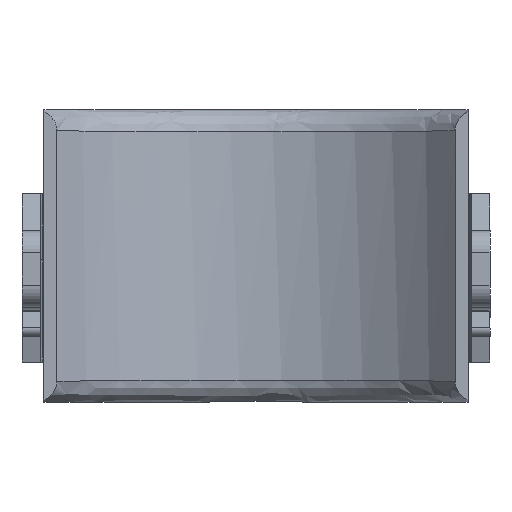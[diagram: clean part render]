
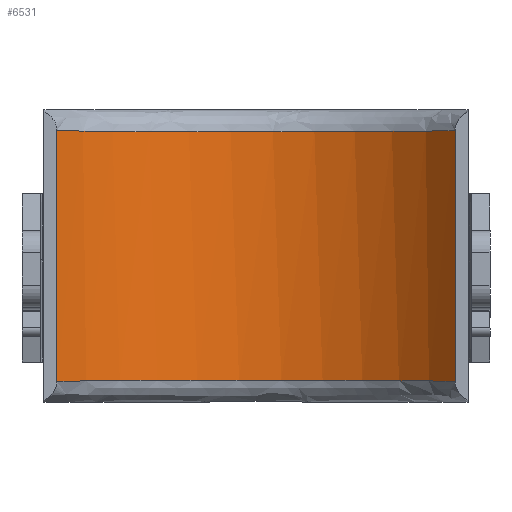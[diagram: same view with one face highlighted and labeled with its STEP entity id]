
A CAD part, front view. The second image highlights one B-rep face of the part: STEP entity #6531.
In plain terms, the highlighted cylindrical face has radius 35 mm (diameter 70 mm), a partial arc.
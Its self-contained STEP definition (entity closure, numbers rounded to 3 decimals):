
#279 = DIRECTION ( 'NONE',  ( -1., 0., 0. ) ) ;
#432 = CARTESIAN_POINT ( 'NONE',  ( -27.221, -13., 17.164 ) ) ;
#523 = CARTESIAN_POINT ( 'NONE',  ( -25.523, -11.016, -17.116 ) ) ;
#547 = CARTESIAN_POINT ( 'NONE',  ( 5.193, -0.363, -16.999 ) ) ;
#569 = CARTESIAN_POINT ( 'NONE',  ( 25.506, -11.024, -17.117 ) ) ;
#595 = ORIENTED_EDGE ( 'NONE', *, *, #4899, .F. ) ;
#837 = AXIS2_PLACEMENT_3D ( 'NONE', #891, #2717, #279 ) ;
#891 = CARTESIAN_POINT ( 'NONE',  ( 0., -35., 20. ) ) ;
#910 = EDGE_CURVE ( 'NONE', #6616, #2287, #5730, .T. ) ;
#968 = CARTESIAN_POINT ( 'NONE',  ( 26.81, -12.491, 17.151 ) ) ;
#1013 = DIRECTION ( 'NONE',  ( 0., 0., -1. ) ) ;
#1125 = CARTESIAN_POINT ( 'NONE',  ( -22.692, -8.321, -17.066 ) ) ;
#1152 = CARTESIAN_POINT ( 'NONE',  ( 10.287, -1.445, -17.001 ) ) ;
#1180 = CARTESIAN_POINT ( 'NONE',  ( 26.81, -12.491, -17.151 ) ) ;
#1547 = ORIENTED_EDGE ( 'NONE', *, *, #5625, .T. ) ;
#1581 = CARTESIAN_POINT ( 'NONE',  ( -27.221, -13., 17.164 ) ) ;
#1745 = CARTESIAN_POINT ( 'NONE',  ( -17.414, -4.529, -17.018 ) ) ;
#1765 = CARTESIAN_POINT ( 'NONE',  ( 15.669, -3.697, -17.012 ) ) ;
#1933 = EDGE_CURVE ( 'NONE', #3575, #6616, #6706, .T. ) ;
#2222 = CARTESIAN_POINT ( 'NONE',  ( 25.053, -10.551, 17.107 ) ) ;
#2287 = VERTEX_POINT ( 'NONE', #7502 ) ;
#2312 = CARTESIAN_POINT ( 'NONE',  ( 23.663, -9.179, 17.08 ) ) ;
#2355 = CARTESIAN_POINT ( 'NONE',  ( -12.709, -2.363, -17.004 ) ) ;
#2382 = CARTESIAN_POINT ( 'NONE',  ( 17.398, -4.623, -17.02 ) ) ;
#2480 = EDGE_LOOP ( 'NONE', ( #1547, #595, #7586, #6002 ) ) ;
#2645 = CARTESIAN_POINT ( 'NONE',  ( -12.709, -2.363, 17.004 ) ) ;
#2717 = DIRECTION ( 'NONE',  ( 0., 0., -1. ) ) ;
#2955 = CARTESIAN_POINT ( 'NONE',  ( 26.384, -11.994, 17.139 ) ) ;
#2964 = CARTESIAN_POINT ( 'NONE',  ( -10.236, -1.505, 17.001 ) ) ;
#2965 = CARTESIAN_POINT ( 'NONE',  ( 27.221, -13., -17.164 ) ) ;
#2994 = CARTESIAN_POINT ( 'NONE',  ( 17.959, -4.952, 17.023 ) ) ;
#3003 = CARTESIAN_POINT ( 'NONE',  ( -8.987, -1.149, -17. ) ) ;
#3019 = CARTESIAN_POINT ( 'NONE',  ( 17.398, -4.623, 17.02 ) ) ;
#3029 = CARTESIAN_POINT ( 'NONE',  ( 19.609, -5.98, -17.033 ) ) ;
#3043 = CARTESIAN_POINT ( 'NONE',  ( 16.253, -3.996, 17.014 ) ) ;
#3099 = CARTESIAN_POINT ( 'NONE',  ( 15.669, -3.697, 17.012 ) ) ;
#3121 = CARTESIAN_POINT ( 'NONE',  ( 12.73, -2.293, 17.003 ) ) ;
#3178 = CARTESIAN_POINT ( 'NONE',  ( 10.287, -1.445, 17.001 ) ) ;
#3210 = CARTESIAN_POINT ( 'NONE',  ( 6.488, -0.582, 16.999 ) ) ;
#3229 = CARTESIAN_POINT ( 'NONE',  ( -5.204, -0.293, 16.999 ) ) ;
#3262 = CARTESIAN_POINT ( 'NONE',  ( -8.987, -1.149, 17. ) ) ;
#3281 = DIRECTION ( 'NONE',  ( 0., 0., -1. ) ) ;
#3300 = CYLINDRICAL_SURFACE ( 'NONE', #837, 35. ) ;
#3324 = CARTESIAN_POINT ( 'NONE',  ( 19.609, -5.98, 17.033 ) ) ;
#3475 = CARTESIAN_POINT ( 'NONE',  ( 22.693, -8.322, 17.066 ) ) ;
#3573 = CARTESIAN_POINT ( 'NONE',  ( 1.293, 0.001, 16.999 ) ) ;
#3575 = VERTEX_POINT ( 'NONE', #6914 ) ;
#3595 = CARTESIAN_POINT ( 'NONE',  ( 25.506, -11.024, 17.117 ) ) ;
#3618 = CARTESIAN_POINT ( 'NONE',  ( -26.398, -11.982, -17.138 ) ) ;
#3643 = CARTESIAN_POINT ( 'NONE',  ( -2.635, -0.001, -16.999 ) ) ;
#3673 = CARTESIAN_POINT ( 'NONE',  ( 22.693, -8.322, -17.066 ) ) ;
#3847 = CARTESIAN_POINT ( 'NONE',  ( 5.193, -0.363, 16.999 ) ) ;
#3899 = CARTESIAN_POINT ( 'NONE',  ( 2.597, -0.072, 16.999 ) ) ;
#3914 = CARTESIAN_POINT ( 'NONE',  ( -2.635, -0.001, 16.999 ) ) ;
#4129 = VECTOR ( 'NONE', #1013, 1000. ) ;
#4258 = CARTESIAN_POINT ( 'NONE',  ( 2.597, -0.072, -16.999 ) ) ;
#4285 = CARTESIAN_POINT ( 'NONE',  ( 25.053, -10.551, -17.107 ) ) ;
#4838 = CARTESIAN_POINT ( 'NONE',  ( -23.671, -9.186, -17.08 ) ) ;
#4865 = CARTESIAN_POINT ( 'NONE',  ( 6.488, -0.582, -16.999 ) ) ;
#4886 = CARTESIAN_POINT ( 'NONE',  ( 26.384, -11.994, -17.139 ) ) ;
#4899 = EDGE_CURVE ( 'NONE', #3575, #7147, #7007, .T. ) ;
#5096 = CARTESIAN_POINT ( 'NONE',  ( 27.221, -13., 17.164 ) ) ;
#5158 = VECTOR ( 'NONE', #3281, 1000. ) ;
#5409 = CARTESIAN_POINT ( 'NONE',  ( -19.61, -5.892, -17.03 ) ) ;
#5436 = CARTESIAN_POINT ( 'NONE',  ( 12.73, -2.293, -17.003 ) ) ;
#5467 = CARTESIAN_POINT ( 'NONE',  ( 27.221, -13., -17.164 ) ) ;
#5625 = EDGE_CURVE ( 'NONE', #2287, #7147, #7883, .T. ) ;
#5730 = LINE ( 'NONE', #432, #4129 ) ;
#6002 = ORIENTED_EDGE ( 'NONE', *, *, #910, .T. ) ;
#6084 = CARTESIAN_POINT ( 'NONE',  ( -13.912, -2.858, -17.007 ) ) ;
#6102 = CARTESIAN_POINT ( 'NONE',  ( 20.666, -6.723, 17.042 ) ) ;
#6119 = CARTESIAN_POINT ( 'NONE',  ( 16.253, -3.996, -17.014 ) ) ;
#6531 = ADVANCED_FACE ( 'NONE', ( #6591 ), #3300, .F. ) ;
#6591 = FACE_OUTER_BOUND ( 'NONE', #2480, .T. ) ;
#6616 = VERTEX_POINT ( 'NONE', #1581 ) ;
#6705 = CARTESIAN_POINT ( 'NONE',  ( -10.236, -1.505, -17.001 ) ) ;
#6706 = B_SPLINE_CURVE_WITH_KNOTS ( 'NONE', 3,
 ( #7718, #968, #2955, #3595, #2222, #2312, #3475, #6102, #3324, #2994, #3019, #3043, #3099, #3121, #3178, #3210, #3847, #3899, #3573, #3914, #3229, #3262, #2964, #2645, #6926, #6848, #7235, #6948, #7833, #7341, #7921, #7866 ),
 .UNSPECIFIED., .F., .F.,
 ( 4, 2, 2, 2, 2, 2, 2, 2, 2, 2, 2, 2, 2, 2, 2, 4 ),
 ( 0., 0.002, 0.004, 0.008, 0.012, 0.014, 0.016, 0.024, 0.027, 0.031, 0.039, 0.043, 0.047, 0.055, 0.059, 0.063 ),
 .UNSPECIFIED. ) ;
#6731 = CARTESIAN_POINT ( 'NONE',  ( 17.959, -4.952, -17.023 ) ) ;
#6848 = CARTESIAN_POINT ( 'NONE',  ( -17.414, -4.529, 17.018 ) ) ;
#6914 = CARTESIAN_POINT ( 'NONE',  ( 27.221, -13., 17.164 ) ) ;
#6926 = CARTESIAN_POINT ( 'NONE',  ( -13.912, -2.858, 17.007 ) ) ;
#6948 = CARTESIAN_POINT ( 'NONE',  ( -22.692, -8.321, 17.066 ) ) ;
#7007 = LINE ( 'NONE', #5096, #5158 ) ;
#7147 = VERTEX_POINT ( 'NONE', #2965 ) ;
#7235 = CARTESIAN_POINT ( 'NONE',  ( -19.61, -5.892, 17.03 ) ) ;
#7270 = CARTESIAN_POINT ( 'NONE',  ( -5.204, -0.293, -16.999 ) ) ;
#7301 = CARTESIAN_POINT ( 'NONE',  ( 20.666, -6.723, -17.042 ) ) ;
#7341 = CARTESIAN_POINT ( 'NONE',  ( -25.523, -11.016, 17.116 ) ) ;
#7502 = CARTESIAN_POINT ( 'NONE',  ( -27.221, -13., -17.164 ) ) ;
#7586 = ORIENTED_EDGE ( 'NONE', *, *, #1933, .T. ) ;
#7718 = CARTESIAN_POINT ( 'NONE',  ( 27.221, -13., 17.164 ) ) ;
#7833 = CARTESIAN_POINT ( 'NONE',  ( -23.671, -9.186, 17.08 ) ) ;
#7845 = CARTESIAN_POINT ( 'NONE',  ( -27.221, -13., -17.164 ) ) ;
#7866 = CARTESIAN_POINT ( 'NONE',  ( -27.221, -13., 17.164 ) ) ;
#7880 = CARTESIAN_POINT ( 'NONE',  ( 1.293, 0.001, -16.999 ) ) ;
#7883 = B_SPLINE_CURVE_WITH_KNOTS ( 'NONE', 3,
 ( #7845, #3618, #523, #4838, #1125, #5409, #1745, #6084, #2355, #6705, #3003, #7270, #3643, #7880, #4258, #547, #4865, #1152, #5436, #1765, #6119, #2382, #6731, #3029, #7301, #3673, #7905, #4285, #569, #4886, #1180, #5467 ),
 .UNSPECIFIED., .F., .F.,
 ( 4, 2, 2, 2, 2, 2, 2, 2, 2, 2, 2, 2, 2, 2, 2, 4 ),
 ( 0., 0.004, 0.008, 0.016, 0.02, 0.023, 0.031, 0.035, 0.039, 0.047, 0.049, 0.051, 0.055, 0.059, 0.061, 0.062 ),
 .UNSPECIFIED. ) ;
#7905 = CARTESIAN_POINT ( 'NONE',  ( 23.663, -9.179, -17.08 ) ) ;
#7921 = CARTESIAN_POINT ( 'NONE',  ( -26.398, -11.982, 17.138 ) ) ;
